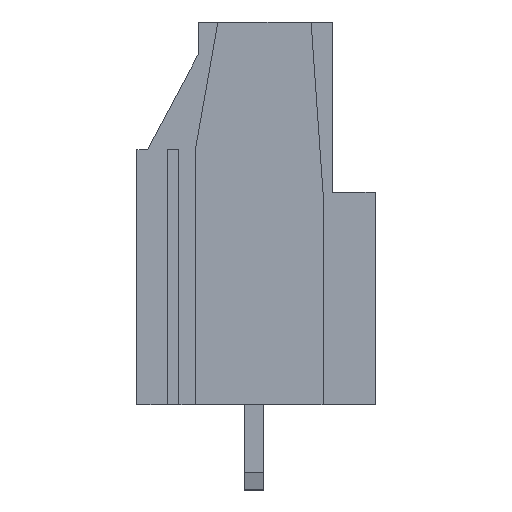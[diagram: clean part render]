
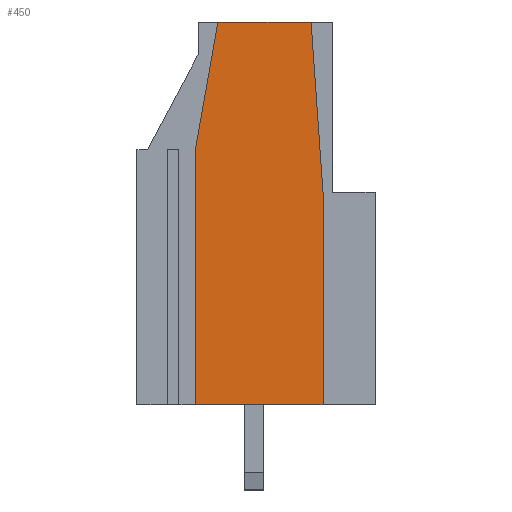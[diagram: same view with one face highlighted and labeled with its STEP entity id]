
A CAD part, front view. The second image highlights one B-rep face of the part: STEP entity #450.
In plain terms, the highlighted planar face has unit normal (0, -1, 0).
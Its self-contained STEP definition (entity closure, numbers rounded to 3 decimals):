
#450 = ADVANCED_FACE( '', ( #898 ), #899, .F. );
#898 = FACE_OUTER_BOUND( '', #1361, .T. );
#899 = PLANE( '', #1362 );
#1361 = EDGE_LOOP( '', ( #2497, #2498, #2499, #2500, #2501, #2502 ) );
#1362 = AXIS2_PLACEMENT_3D( '', #2503, #2504, #2505 );
#2497 = ORIENTED_EDGE( '', *, *, #3425, .T. );
#2498 = ORIENTED_EDGE( '', *, *, #3427, .F. );
#2499 = ORIENTED_EDGE( '', *, *, #3428, .F. );
#2500 = ORIENTED_EDGE( '', *, *, #3312, .T. );
#2501 = ORIENTED_EDGE( '', *, *, #3429, .T. );
#2502 = ORIENTED_EDGE( '', *, *, #3191, .T. );
#2503 = CARTESIAN_POINT( '', ( 3.808, -3.06, -6.2 ) );
#2504 = DIRECTION( '', ( 0., 1., 0. ) );
#2505 = DIRECTION( '', ( 1., 0., 0. ) );
#3191 = EDGE_CURVE( '', #3949, #3947, #3950, .T. );
#3312 = EDGE_CURVE( '', #4131, #4129, #4132, .T. );
#3425 = EDGE_CURVE( '', #3947, #4274, #4276, .T. );
#3427 = EDGE_CURVE( '', #4278, #4274, #4279, .T. );
#3428 = EDGE_CURVE( '', #4131, #4278, #4280, .T. );
#3429 = EDGE_CURVE( '', #4129, #3949, #4281, .T. );
#3947 = VERTEX_POINT( '', #4999 );
#3949 = VERTEX_POINT( '', #5002 );
#3950 = LINE( '', #5003, #5004 );
#4129 = VERTEX_POINT( '', #5267 );
#4131 = VERTEX_POINT( '', #5270 );
#4132 = LINE( '', #5271, #5272 );
#4274 = VERTEX_POINT( '', #5489 );
#4276 = LINE( '', #5492, #5493 );
#4278 = VERTEX_POINT( '', #5495 );
#4279 = LINE( '', #5496, #5497 );
#4280 = LINE( '', #5498, #5499 );
#4281 = LINE( '', #5500, #5501 );
#4999 = CARTESIAN_POINT( '', ( 8.191, -3.06, 18. ) );
#5002 = CARTESIAN_POINT( '', ( 8.75, -3.06, 10. ) );
#5003 = CARTESIAN_POINT( '', ( 8.75, -3.06, 10. ) );
#5004 = VECTOR( '', #5859, 1000. );
#5267 = CARTESIAN_POINT( '', ( 8.75, -3.06, 0. ) );
#5270 = CARTESIAN_POINT( '', ( 2.75, -3.06, 0. ) );
#5271 = CARTESIAN_POINT( '', ( 5.35, -3.06, 0. ) );
#5272 = VECTOR( '', #5963, 1000. );
#5489 = CARTESIAN_POINT( '', ( 3.808, -3.06, 18. ) );
#5492 = CARTESIAN_POINT( '', ( 5.35, -3.06, 18. ) );
#5493 = VECTOR( '', #6052, 1000. );
#5495 = CARTESIAN_POINT( '', ( 2.75, -3.06, 12. ) );
#5496 = CARTESIAN_POINT( '', ( 2.75, -3.06, 12. ) );
#5497 = VECTOR( '', #6053, 1000. );
#5498 = CARTESIAN_POINT( '', ( 2.75, -3.06, 0. ) );
#5499 = VECTOR( '', #6054, 1000. );
#5500 = CARTESIAN_POINT( '', ( 8.75, -3.06, 0. ) );
#5501 = VECTOR( '', #6055, 1000. );
#5859 = DIRECTION( '', ( -0.07, 0., 0.998 ) );
#5963 = DIRECTION( '', ( 1., 0., 0. ) );
#6052 = DIRECTION( '', ( -1., 0., 0. ) );
#6053 = DIRECTION( '', ( 0.174, 0., 0.985 ) );
#6054 = DIRECTION( '', ( 0., 0., 1. ) );
#6055 = DIRECTION( '', ( 0., 0., 1. ) );
